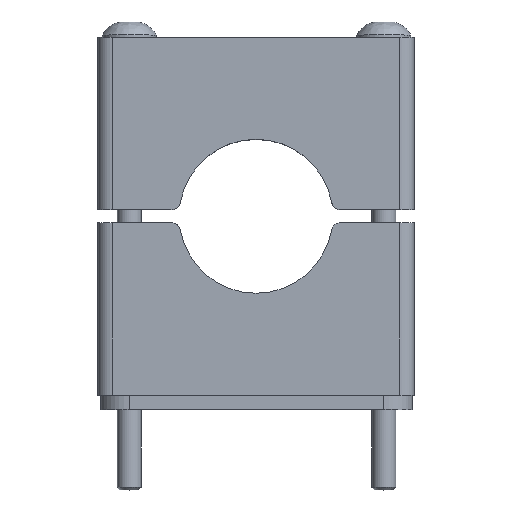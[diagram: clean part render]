
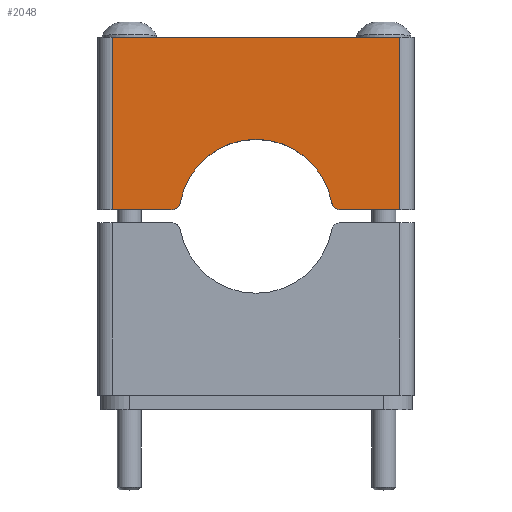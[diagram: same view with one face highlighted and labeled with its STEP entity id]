
A CAD part, top view. The second image highlights one B-rep face of the part: STEP entity #2048.
In plain terms, the highlighted planar face has unit normal (0, 0, 1).
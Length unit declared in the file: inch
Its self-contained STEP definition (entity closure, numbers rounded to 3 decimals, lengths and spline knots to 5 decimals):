
#318=CARTESIAN_POINT('',(0.52697,1.34032,0.5));
#319=CARTESIAN_POINT('',(0.52765,1.33657,0.5));
#320=CARTESIAN_POINT('',(0.52976,1.32926,0.5));
#321=CARTESIAN_POINT('',(0.53531,1.31875,0.5));
#322=CARTESIAN_POINT('',(0.54316,1.30921,0.5));
#323=CARTESIAN_POINT('',(0.55317,1.30107,0.5));
#324=CARTESIAN_POINT('',(0.56499,1.29482,0.5));
#325=CARTESIAN_POINT('',(0.57816,1.29089,0.5));
#326=CARTESIAN_POINT('',(0.5872,1.29,0.5));
#327=CARTESIAN_POINT('',(0.59184,1.29,0.5));
#329=CARTESIAN_POINT('',(-0.59184,1.29,0.5));
#330=CARTESIAN_POINT('',(-0.5872,1.29,0.5));
#331=CARTESIAN_POINT('',(-0.57816,1.29089,0.5));
#332=CARTESIAN_POINT('',(-0.56499,1.29482,0.5));
#333=CARTESIAN_POINT('',(-0.55317,1.30107,0.5));
#334=CARTESIAN_POINT('',(-0.54316,1.30921,0.5));
#335=CARTESIAN_POINT('',(-0.53531,1.31875,0.5));
#336=CARTESIAN_POINT('',(-0.52976,1.32926,0.5));
#337=CARTESIAN_POINT('',(-0.52765,1.33657,0.5));
#338=CARTESIAN_POINT('',(-0.52697,1.34032,0.5));
#340=DIRECTION('',(-1.,0.,0.));
#341=VECTOR('',#340,0.40816);
#342=CARTESIAN_POINT('',(-0.59184,1.29,0.5));
#343=LINE('',#342,#341);
#344=DIRECTION('',(0.,-1.,0.));
#345=VECTOR('',#344,1.2);
#346=CARTESIAN_POINT('',(-1.,2.49,0.5));
#347=LINE('',#346,#345);
#348=DIRECTION('',(1.,0.,0.));
#349=VECTOR('',#348,2.);
#350=CARTESIAN_POINT('',(-1.,2.49,0.5));
#351=LINE('',#350,#349);
#352=DIRECTION('',(0.,1.,0.));
#353=VECTOR('',#352,1.2);
#354=CARTESIAN_POINT('',(1.,1.29,0.5));
#355=LINE('',#354,#353);
#356=DIRECTION('',(-1.,0.,0.));
#357=VECTOR('',#356,0.40816);
#358=CARTESIAN_POINT('',(1.,1.29,0.5));
#359=LINE('',#358,#357);
#1156=CARTESIAN_POINT('',(0.,1.245,0.5));
#1157=DIRECTION('',(0.,0.,-1.));
#1158=DIRECTION('',(-0.984,0.178,0.));
#1159=AXIS2_PLACEMENT_3D('',#1156,#1157,#1158);
#1186=CARTESIAN_POINT('',(0.,1.245,0.5));
#1187=DIRECTION('',(0.,0.,-1.));
#1188=DIRECTION('',(0.,1.,0.));
#1189=AXIS2_PLACEMENT_3D('',#1186,#1187,#1188);
#1394=CARTESIAN_POINT('',(0.,1.78052,0.5));
#1396=VERTEX_POINT('',#1394);
#1463=CARTESIAN_POINT('',(1.,2.49,0.5));
#1465=VERTEX_POINT('',#1463);
#1469=CARTESIAN_POINT('',(1.,1.29,0.5));
#1470=VERTEX_POINT('',#1469);
#1487=CARTESIAN_POINT('',(-1.,1.29,0.5));
#1489=VERTEX_POINT('',#1487);
#1493=CARTESIAN_POINT('',(-1.,2.49,0.5));
#1494=VERTEX_POINT('',#1493);
#1497=CARTESIAN_POINT('',(0.52697,1.34032,0.5));
#1498=VERTEX_POINT('',#1497);
#1499=VERTEX_POINT('',#327);
#1500=VERTEX_POINT('',#329);
#1501=VERTEX_POINT('',#338);
#2025=CARTESIAN_POINT('',(0.,2.49,0.5));
#2026=DIRECTION('',(0.,0.,-1.));
#2027=DIRECTION('',(1.,0.,0.));
#2028=AXIS2_PLACEMENT_3D('',#2025,#2026,#2027);
#2029=PLANE('',#2028);
#2031=ORIENTED_EDGE('',*,*,#2030,.F.);
#2033=ORIENTED_EDGE('',*,*,#2032,.F.);
#2035=ORIENTED_EDGE('',*,*,#2034,.F.);
#2036=ORIENTED_EDGE('',*,*,#2015,.F.);
#2037=ORIENTED_EDGE('',*,*,#2001,.T.);
#2039=ORIENTED_EDGE('',*,*,#2038,.F.);
#2041=ORIENTED_EDGE('',*,*,#2040,.T.);
#2043=ORIENTED_EDGE('',*,*,#2042,.F.);
#2045=ORIENTED_EDGE('',*,*,#2044,.T.);
#2046=EDGE_LOOP('',(#2031,#2033,#2035,#2036,#2037,#2039,#2041,#2043,#2045));
#2047=FACE_OUTER_BOUND('',#2046,.F.);
#2048=ADVANCED_FACE('',(#2047),#2029,.F.);
#328=B_SPLINE_CURVE_WITH_KNOTS('',3,(#318,#319,#320,#321,#322,#323,#324,#325,
#326,#327),.UNSPECIFIED.,.F.,.F.,(4,1,1,1,1,1,1,4),(0.,0.14286,
0.28571,0.42857,0.57143,0.71429,
0.85714,1.),.UNSPECIFIED.);
#339=B_SPLINE_CURVE_WITH_KNOTS('',3,(#329,#330,#331,#332,#333,#334,#335,#336,
#337,#338),.UNSPECIFIED.,.F.,.F.,(4,1,1,1,1,1,1,4),(0.,0.14286,
0.28571,0.42857,0.57143,0.71429,
0.85714,1.),.UNSPECIFIED.);
#1160=CIRCLE('',#1159,0.53552);
#1190=CIRCLE('',#1189,0.53552);
#2001=EDGE_CURVE('',#1500,#1489,#343,.T.);
#2015=EDGE_CURVE('',#1500,#1501,#339,.T.);
#2030=EDGE_CURVE('',#1498,#1499,#328,.T.);
#2032=EDGE_CURVE('',#1396,#1498,#1190,.T.);
#2034=EDGE_CURVE('',#1501,#1396,#1160,.T.);
#2038=EDGE_CURVE('',#1494,#1489,#347,.T.);
#2040=EDGE_CURVE('',#1494,#1465,#351,.T.);
#2042=EDGE_CURVE('',#1470,#1465,#355,.T.);
#2044=EDGE_CURVE('',#1470,#1499,#359,.T.);
